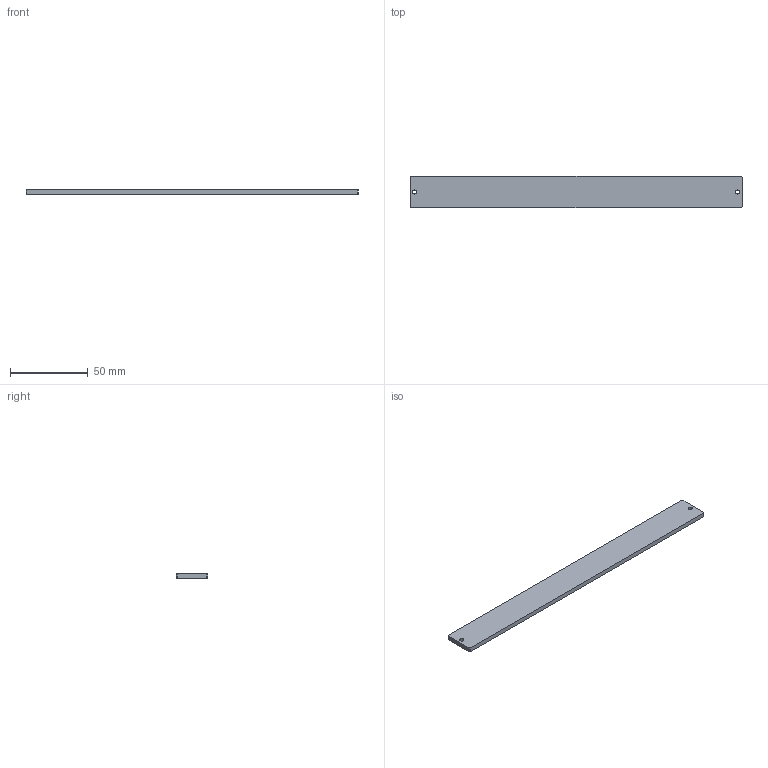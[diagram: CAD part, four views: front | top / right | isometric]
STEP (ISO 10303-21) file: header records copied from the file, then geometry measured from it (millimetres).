
FILE_DESCRIPTION (( 'STEP AP203' ), '1' );
FILE_NAME ('DF-QBR3-200015.STEP', '2017-11-09T01:24:32', ( '' ), ( '' ), 'SwSTEP 2.0', 'SolidWorks 2011', '' );
FILE_SCHEMA (( 'CONFIG_CONTROL_DESIGN' ));
Length unit declared in the file: millimetre
Products named in the file (1): DF-QBR3-200015
Bounding box: 213 x 20 x 3 mm (x, y, z)
Volume: 12746.6 mm3; surface area: 9941.3 mm2
Topology: 1 solids, 1 shells, 14 faces, 36 edges, 24 vertices
Faces by surface type: plane 10, cylinder 4
Entity records: 513 total; most frequent: CARTESIAN_POINT 75, DIRECTION 74, ORIENTED_EDGE 72, EDGE_CURVE 36, LINE 28, VECTOR 28, VERTEX_POINT 24, AXIS2_PLACEMENT_3D 23
